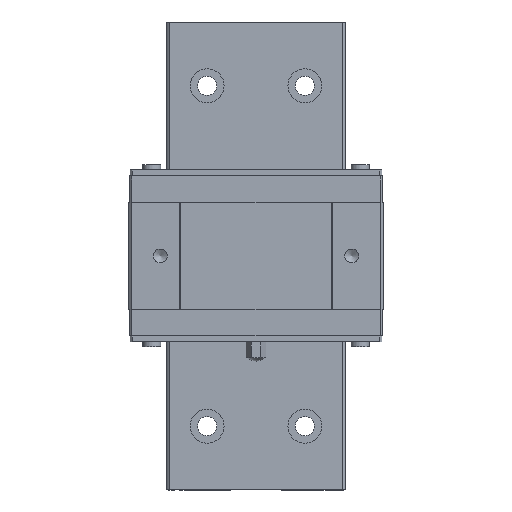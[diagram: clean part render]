
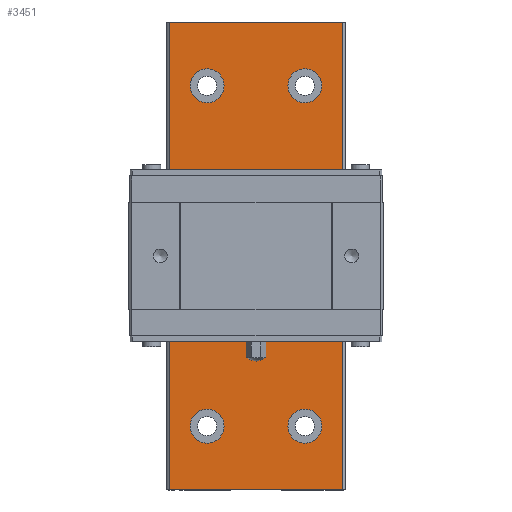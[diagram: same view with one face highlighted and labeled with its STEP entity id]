
A CAD part, top view. The second image highlights one B-rep face of the part: STEP entity #3451.
In plain terms, the highlighted planar face has unit normal (0, 0, 1).
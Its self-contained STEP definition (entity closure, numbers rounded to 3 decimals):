
#83=LINE('',#6019,#485);
#84=LINE('',#6027,#486);
#85=LINE('',#6029,#487);
#86=LINE('',#6031,#488);
#485=VECTOR('',#5053,1000.);
#486=VECTOR('',#5062,1000.);
#487=VECTOR('',#5063,1000.);
#488=VECTOR('',#5064,1000.);
#862=PLANE('',#4672);
#1096=ORIENTED_EDGE('',*,*,#1979,.T.);
#1097=ORIENTED_EDGE('',*,*,#1975,.T.);
#1098=ORIENTED_EDGE('',*,*,#1987,.T.);
#1099=ORIENTED_EDGE('',*,*,#1983,.T.);
#1100=ORIENTED_EDGE('',*,*,#2042,.T.);
#1101=ORIENTED_EDGE('',*,*,#2043,.T.);
#1102=ORIENTED_EDGE('',*,*,#2044,.T.);
#1103=ORIENTED_EDGE('',*,*,#2045,.F.);
#1104=ORIENTED_EDGE('',*,*,#2046,.F.);
#1105=ORIENTED_EDGE('',*,*,#2040,.T.);
#1975=EDGE_CURVE('',#2462,#2462,#2803,.T.);
#1979=EDGE_CURVE('',#2466,#2466,#2807,.T.);
#1983=EDGE_CURVE('',#2470,#2470,#2811,.T.);
#1987=EDGE_CURVE('',#2474,#2474,#2815,.T.);
#2040=EDGE_CURVE('',#2512,#2511,#83,.T.);
#2042=EDGE_CURVE('',#2513,#2513,#2828,.T.);
#2043=EDGE_CURVE('',#2514,#2514,#2829,.T.);
#2044=EDGE_CURVE('',#2511,#2515,#84,.T.);
#2045=EDGE_CURVE('',#2516,#2515,#85,.T.);
#2046=EDGE_CURVE('',#2512,#2516,#86,.T.);
#2462=VERTEX_POINT('',#5879);
#2466=VERTEX_POINT('',#5890);
#2470=VERTEX_POINT('',#5901);
#2474=VERTEX_POINT('',#5912);
#2511=VERTEX_POINT('',#6018);
#2512=VERTEX_POINT('',#6020);
#2513=VERTEX_POINT('',#6024);
#2514=VERTEX_POINT('',#6026);
#2515=VERTEX_POINT('',#6028);
#2516=VERTEX_POINT('',#6030);
#2803=CIRCLE('',#4621,4.);
#2807=CIRCLE('',#4628,4.);
#2811=CIRCLE('',#4635,4.);
#2815=CIRCLE('',#4642,4.);
#2828=CIRCLE('',#4673,4.);
#2829=CIRCLE('',#4674,4.);
#2932=EDGE_LOOP('',(#1096));
#2933=EDGE_LOOP('',(#1097));
#2934=EDGE_LOOP('',(#1098));
#2935=EDGE_LOOP('',(#1099));
#2936=EDGE_LOOP('',(#1100));
#2937=EDGE_LOOP('',(#1101));
#2938=EDGE_LOOP('',(#1102,#1103,#1104,#1105));
#3180=FACE_BOUND('',#2932,.T.);
#3181=FACE_BOUND('',#2933,.T.);
#3182=FACE_BOUND('',#2934,.T.);
#3183=FACE_BOUND('',#2935,.T.);
#3184=FACE_BOUND('',#2936,.T.);
#3185=FACE_BOUND('',#2937,.T.);
#3186=FACE_BOUND('',#2938,.T.);
#3451=ADVANCED_FACE('',(#3180,#3181,#3182,#3183,#3184,#3185,#3186),#862,
 .F.);
#4621=AXIS2_PLACEMENT_3D('',#5878,#4912,#4913);
#4628=AXIS2_PLACEMENT_3D('',#5889,#4926,#4927);
#4635=AXIS2_PLACEMENT_3D('',#5900,#4940,#4941);
#4642=AXIS2_PLACEMENT_3D('',#5911,#4954,#4955);
#4672=AXIS2_PLACEMENT_3D('',#6022,#5056,#5057);
#4673=AXIS2_PLACEMENT_3D('',#6023,#5058,#5059);
#4674=AXIS2_PLACEMENT_3D('',#6025,#5060,#5061);
#4912=DIRECTION('',(0.,0.,-1.));
#4913=DIRECTION('',(1.,0.,0.));
#4926=DIRECTION('',(0.,0.,-1.));
#4927=DIRECTION('',(1.,0.,0.));
#4940=DIRECTION('',(0.,0.,-1.));
#4941=DIRECTION('',(1.,0.,0.));
#4954=DIRECTION('',(0.,0.,-1.));
#4955=DIRECTION('',(1.,0.,0.));
#5053=DIRECTION('',(0.,1.,0.));
#5056=DIRECTION('',(0.,0.,-1.));
#5057=DIRECTION('',(-1.,0.,0.));
#5058=DIRECTION('',(0.,0.,-1.));
#5059=DIRECTION('',(1.,0.,0.));
#5060=DIRECTION('',(0.,0.,-1.));
#5061=DIRECTION('',(1.,0.,0.));
#5062=DIRECTION('',(-1.,0.,0.));
#5063=DIRECTION('',(0.,1.,0.));
#5064=DIRECTION('',(-1.,0.,0.));
#5878=CARTESIAN_POINT('',(-11.5,-40.,9.5));
#5879=CARTESIAN_POINT('',(-7.5,-40.,9.5));
#5889=CARTESIAN_POINT('',(11.5,-40.,9.5));
#5890=CARTESIAN_POINT('',(15.5,-40.,9.5));
#5900=CARTESIAN_POINT('',(-11.5,0.,9.5));
#5901=CARTESIAN_POINT('',(-7.5,0.,9.5));
#5911=CARTESIAN_POINT('',(11.5,0.,9.5));
#5912=CARTESIAN_POINT('',(15.5,0.,9.5));
#6018=CARTESIAN_POINT('',(20.419,55.,9.5));
#6019=CARTESIAN_POINT('',(20.419,-55.,9.5));
#6020=CARTESIAN_POINT('',(20.419,-55.,9.5));
#6022=CARTESIAN_POINT('',(-20.419,-55.,9.5));
#6023=CARTESIAN_POINT('',(-11.5,40.,9.5));
#6024=CARTESIAN_POINT('',(-7.5,40.,9.5));
#6025=CARTESIAN_POINT('',(11.5,40.,9.5));
#6026=CARTESIAN_POINT('',(15.5,40.,9.5));
#6027=CARTESIAN_POINT('',(-20.419,55.,9.5));
#6028=CARTESIAN_POINT('',(-20.419,55.,9.5));
#6029=CARTESIAN_POINT('',(-20.419,-55.,9.5));
#6030=CARTESIAN_POINT('',(-20.419,-55.,9.5));
#6031=CARTESIAN_POINT('',(-20.419,-55.,9.5));
